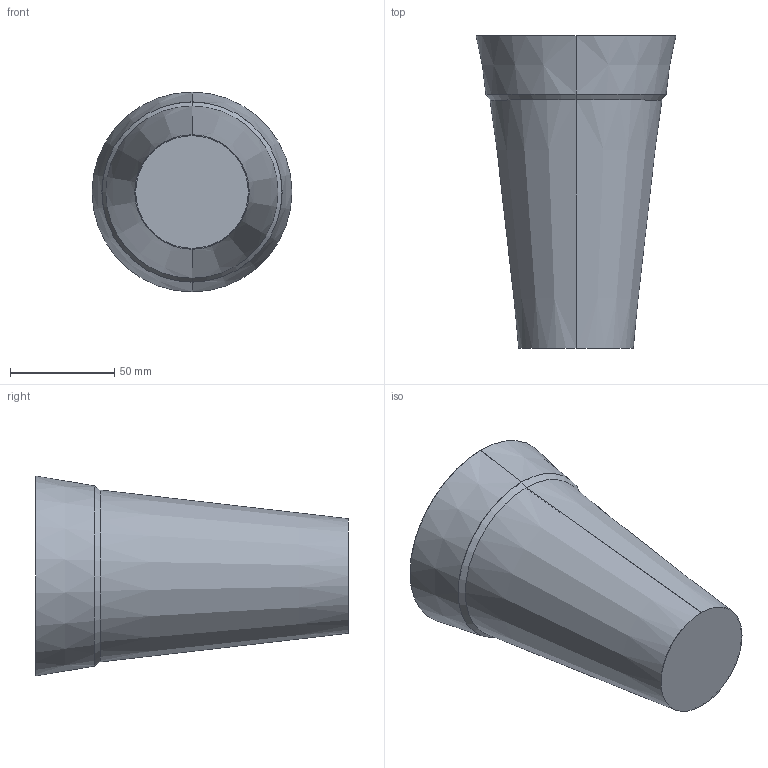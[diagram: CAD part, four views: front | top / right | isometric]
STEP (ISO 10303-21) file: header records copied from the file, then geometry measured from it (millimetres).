
FILE_DESCRIPTION (( 'STEP AP214' ), '1' );
FILE_NAME ('Glass.STEP', '2015-04-28T13:28:09', ( '' ), ( '' ), 'SwSTEP 2.0', 'SolidWorks 2015', '' );
FILE_SCHEMA (( 'AUTOMOTIVE_DESIGN' ));
Length unit declared in the file: millimetre
Products named in the file (1): Glass
Bounding box: 96 x 150 x 96 mm (x, y, z)
Volume: 18520.9 mm3; surface area: 74236.3 mm2
Topology: 1 solids, 1 shells, 15 faces, 28 edges, 16 vertices
Faces by surface type: cone 12, plane 3
Entity records: 573 total; most frequent: DIRECTION 76, CARTESIAN_POINT 60, ORIENTED_EDGE 56, AXIS2_PLACEMENT_3D 32, EDGE_CURVE 28, UNCERTAINTY_MEASURE_WITH_UNIT 18, PRESENTATION_STYLE_ASSIGNMENT 17, PRESENTATION_LAYER_ASSIGNMENT 17
